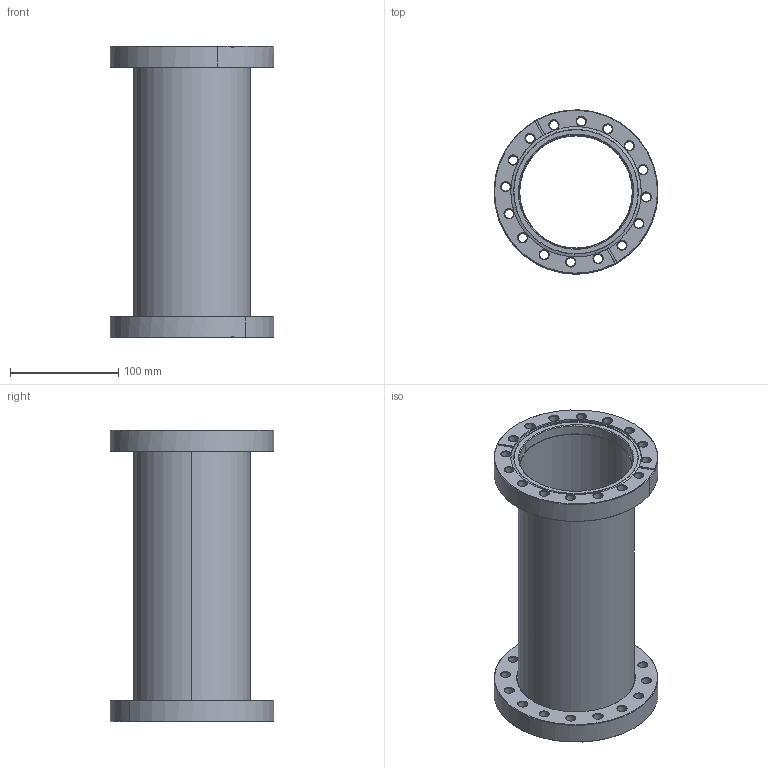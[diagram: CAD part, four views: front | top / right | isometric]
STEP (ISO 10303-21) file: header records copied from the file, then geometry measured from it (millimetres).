
FILE_DESCRIPTION (( 'STEP AP214' ), '1' );
FILE_NAME ('Hositrad_FS100-108-FullNipple.STEP', '2017-05-08T12:04:26', ( 'Gebruiker' ), ( '' ), 'SwSTEP 2.0', 'SolidWorks 2017', '' );
FILE_SCHEMA (( 'AUTOMOTIVE_DESIGN' ));
Length unit declared in the file: millimetre
Products named in the file (3): Hositrad_FS100-108-FullNipple; SF-Tubes-All_FS100-108; NW100CF-weld_CF100-108
Assembly tree (3 placements, depth 2):
  Hositrad_FS100-108-FullNipple
    SF-Tubes-All_FS100-108
    NW100CF-weld_CF100-108  x2
Bounding box: 151.6 x 151.59 x 269.8 mm (x, y, z)
Volume: 486255.6 mm3; surface area: 248755.6 mm2
Topology: 3 solids, 3 shells, 262 faces, 612 edges, 358 vertices
Faces by surface type: cone 154, cylinder 84, plane 24
Entity records: 4377 total; most frequent: DIRECTION 761, CARTESIAN_POINT 647, ORIENTED_EDGE 624, AXIS2_PLACEMENT_3D 313, EDGE_CURVE 312, VERTEX_POINT 183, CIRCLE 173, EDGE_LOOP 171
